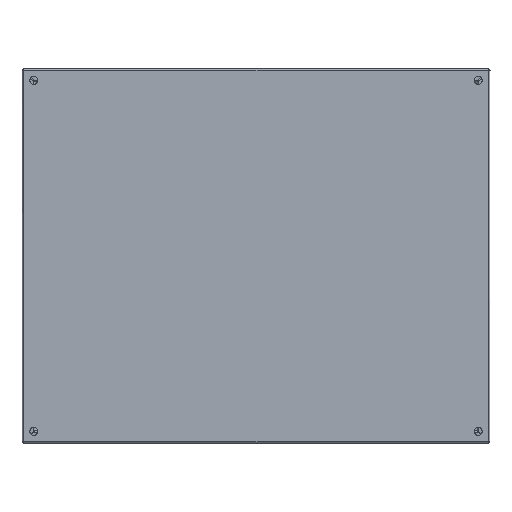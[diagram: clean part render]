
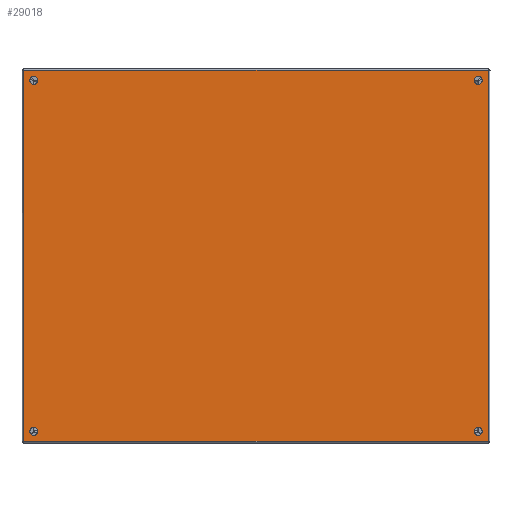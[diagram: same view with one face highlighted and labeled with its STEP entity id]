
A CAD part, top view. The second image highlights one B-rep face of the part: STEP entity #29018.
In plain terms, the highlighted face is planar.
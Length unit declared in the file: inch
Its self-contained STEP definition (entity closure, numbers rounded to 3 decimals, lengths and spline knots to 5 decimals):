
#492 = DIRECTION ( 'NONE',  ( 1., 0., 0. ) ) ;
#734 = CIRCLE ( 'NONE', #9348, 0.25 ) ;
#921 = DIRECTION ( 'NONE',  ( 1., 0., 0. ) ) ;
#1082 = CARTESIAN_POINT ( 'NONE',  ( 0., 0.072, 11.892 ) ) ;
#2178 = ORIENTED_EDGE ( 'NONE', *, *, #43174, .T. ) ;
#2190 = DIRECTION ( 'NONE',  ( 0., 1., 0. ) ) ;
#3010 = FACE_BOUND ( 'NONE', #43522, .T. ) ;
#4266 = CIRCLE ( 'NONE', #17930, 0.25 ) ;
#4483 = LINE ( 'NONE', #1082, #21201 ) ;
#4866 = EDGE_CURVE ( 'NONE', #9536, #42031, #26656, .T. ) ;
#5068 = VECTOR ( 'NONE', #29053, 39.37008 ) ;
#5181 = EDGE_CURVE ( 'NONE', #43017, #29959, #41889, .T. ) ;
#6375 = VERTEX_POINT ( 'NONE', #31034 ) ;
#6926 = EDGE_CURVE ( 'NONE', #18542, #9536, #38861, .T. ) ;
#7191 = VERTEX_POINT ( 'NONE', #42696 ) ;
#7388 = CARTESIAN_POINT ( 'NONE',  ( 0., 29.25, 11.25 ) ) ;
#8496 = EDGE_CURVE ( 'NONE', #39542, #33012, #9406, .T. ) ;
#8717 = DIRECTION ( 'NONE',  ( 1., 0., 0. ) ) ;
#9348 = AXIS2_PLACEMENT_3D ( 'NONE', #11067, #921, #35814 ) ;
#9406 = CIRCLE ( 'NONE', #35526, 0.25 ) ;
#9536 = VERTEX_POINT ( 'NONE', #18655 ) ;
#9982 = DIRECTION ( 'NONE',  ( 0., 1., 0. ) ) ;
#10013 = DIRECTION ( 'NONE',  ( 0., 1., 0. ) ) ;
#10556 = DIRECTION ( 'NONE',  ( 1., 0., 0. ) ) ;
#10862 = DIRECTION ( 'NONE',  ( 0., -1., 0. ) ) ;
#11004 = EDGE_CURVE ( 'NONE', #42031, #7191, #4483, .T. ) ;
#11067 = CARTESIAN_POINT ( 'NONE',  ( 0., 0.75, 11.25 ) ) ;
#12077 = CARTESIAN_POINT ( 'NONE',  ( 0., 0.75, 11.25 ) ) ;
#12387 = CIRCLE ( 'NONE', #27671, 0.25 ) ;
#13150 = AXIS2_PLACEMENT_3D ( 'NONE', #27487, #44347, #9982 ) ;
#14255 = CARTESIAN_POINT ( 'NONE',  ( 0., 0.072, 11.928 ) ) ;
#14625 = CIRCLE ( 'NONE', #13150, 0.25 ) ;
#14833 = VERTEX_POINT ( 'NONE', #30844 ) ;
#15856 = ORIENTED_EDGE ( 'NONE', *, *, #4866, .F. ) ;
#16096 = FACE_BOUND ( 'NONE', #29682, .T. ) ;
#16479 = CIRCLE ( 'NONE', #31731, 0.25 ) ;
#17848 = EDGE_CURVE ( 'NONE', #14833, #24571, #734, .T. ) ;
#17930 = AXIS2_PLACEMENT_3D ( 'NONE', #31647, #10556, #44697 ) ;
#18374 = ORIENTED_EDGE ( 'NONE', *, *, #17848, .T. ) ;
#18542 = VERTEX_POINT ( 'NONE', #25177 ) ;
#18572 = ORIENTED_EDGE ( 'NONE', *, *, #6926, .F. ) ;
#18655 = CARTESIAN_POINT ( 'NONE',  ( 0., 29.892, -11.892 ) ) ;
#19608 = LINE ( 'NONE', #36888, #24771 ) ;
#19830 = CARTESIAN_POINT ( 'NONE',  ( 0., 29.892, 11.928 ) ) ;
#20048 = DIRECTION ( 'NONE',  ( 0., 0., 1. ) ) ;
#20877 = CARTESIAN_POINT ( 'NONE',  ( 0., 1., -11.25 ) ) ;
#21075 = PLANE ( 'NONE',  #35711 ) ;
#21201 = VECTOR ( 'NONE', #39600, 39.37008 ) ;
#21977 = EDGE_CURVE ( 'NONE', #6375, #35256, #33897, .T. ) ;
#21996 = ORIENTED_EDGE ( 'NONE', *, *, #42394, .T. ) ;
#23201 = DIRECTION ( 'NONE',  ( 1., 0., 0. ) ) ;
#24571 = VERTEX_POINT ( 'NONE', #28255 ) ;
#24771 = VECTOR ( 'NONE', #30761, 39.37008 ) ;
#25177 = CARTESIAN_POINT ( 'NONE',  ( 0., 0.108, -11.892 ) ) ;
#26436 = DIRECTION ( 'NONE',  ( 1., 0., 0. ) ) ;
#26656 = LINE ( 'NONE', #19830, #35997 ) ;
#26743 = EDGE_LOOP ( 'NONE', ( #32338, #35128, #15856, #18572 ) ) ;
#27487 = CARTESIAN_POINT ( 'NONE',  ( 0., 29.25, -11.25 ) ) ;
#27671 = AXIS2_PLACEMENT_3D ( 'NONE', #37731, #34328, #10013 ) ;
#28255 = CARTESIAN_POINT ( 'NONE',  ( 0., 1., 11.25 ) ) ;
#28885 = CARTESIAN_POINT ( 'NONE',  ( 0., 29.892, 11.892 ) ) ;
#29018 = ADVANCED_FACE ( 'NONE', ( #16096, #29931, #43875, #3010, #30618 ), #21075, .F. ) ;
#29053 = DIRECTION ( 'NONE',  ( 0., 1., 0. ) ) ;
#29682 = EDGE_LOOP ( 'NONE', ( #30740, #18374 ) ) ;
#29931 = FACE_OUTER_BOUND ( 'NONE', #26743, .T. ) ;
#29959 = VERTEX_POINT ( 'NONE', #37411 ) ;
#30618 = FACE_BOUND ( 'NONE', #37745, .T. ) ;
#30740 = ORIENTED_EDGE ( 'NONE', *, *, #33456, .T. ) ;
#30761 = DIRECTION ( 'NONE',  ( 0., 0., -1. ) ) ;
#30844 = CARTESIAN_POINT ( 'NONE',  ( 0., 0.5, 11.25 ) ) ;
#31034 = CARTESIAN_POINT ( 'NONE',  ( 0., 29., 11.25 ) ) ;
#31082 = ORIENTED_EDGE ( 'NONE', *, *, #21977, .T. ) ;
#31647 = CARTESIAN_POINT ( 'NONE',  ( 0., 0.75, -11.25 ) ) ;
#31650 = AXIS2_PLACEMENT_3D ( 'NONE', #44172, #23201, #2190 ) ;
#31731 = AXIS2_PLACEMENT_3D ( 'NONE', #12077, #8717, #39829 ) ;
#32338 = ORIENTED_EDGE ( 'NONE', *, *, #36851, .F. ) ;
#32470 = CARTESIAN_POINT ( 'NONE',  ( 0., 0.072, -11.892 ) ) ;
#33012 = VERTEX_POINT ( 'NONE', #38831 ) ;
#33417 = EDGE_CURVE ( 'NONE', #29959, #43017, #4266, .T. ) ;
#33456 = EDGE_CURVE ( 'NONE', #24571, #14833, #16479, .T. ) ;
#33897 = CIRCLE ( 'NONE', #43385, 0.25 ) ;
#34222 = CARTESIAN_POINT ( 'NONE',  ( 0., 29., -11.25 ) ) ;
#34328 = DIRECTION ( 'NONE',  ( 1., 0., 0. ) ) ;
#35058 = DIRECTION ( 'NONE',  ( 1., 0., 0. ) ) ;
#35128 = ORIENTED_EDGE ( 'NONE', *, *, #11004, .F. ) ;
#35256 = VERTEX_POINT ( 'NONE', #42839 ) ;
#35526 = AXIS2_PLACEMENT_3D ( 'NONE', #40540, #26436, #43784 ) ;
#35711 = AXIS2_PLACEMENT_3D ( 'NONE', #14255, #492, #10862 ) ;
#35814 = DIRECTION ( 'NONE',  ( 0., 1., 0. ) ) ;
#35997 = VECTOR ( 'NONE', #20048, 39.37008 ) ;
#36834 = ORIENTED_EDGE ( 'NONE', *, *, #8496, .T. ) ;
#36851 = EDGE_CURVE ( 'NONE', #7191, #18542, #19608, .T. ) ;
#36888 = CARTESIAN_POINT ( 'NONE',  ( 0., 0.108, 11.928 ) ) ;
#37411 = CARTESIAN_POINT ( 'NONE',  ( 0., 0.5, -11.25 ) ) ;
#37731 = CARTESIAN_POINT ( 'NONE',  ( 0., 29.25, 11.25 ) ) ;
#37745 = EDGE_LOOP ( 'NONE', ( #21996, #36834 ) ) ;
#38831 = CARTESIAN_POINT ( 'NONE',  ( 0., 29.5, -11.25 ) ) ;
#38861 = LINE ( 'NONE', #32470, #5068 ) ;
#39542 = VERTEX_POINT ( 'NONE', #34222 ) ;
#39600 = DIRECTION ( 'NONE',  ( 0., -1., 0. ) ) ;
#39829 = DIRECTION ( 'NONE',  ( 0., 1., 0. ) ) ;
#40182 = ORIENTED_EDGE ( 'NONE', *, *, #5181, .T. ) ;
#40540 = CARTESIAN_POINT ( 'NONE',  ( 0., 29.25, -11.25 ) ) ;
#41889 = CIRCLE ( 'NONE', #31650, 0.25 ) ;
#42031 = VERTEX_POINT ( 'NONE', #28885 ) ;
#42394 = EDGE_CURVE ( 'NONE', #33012, #39542, #14625, .T. ) ;
#42696 = CARTESIAN_POINT ( 'NONE',  ( 0., 0.108, 11.892 ) ) ;
#42839 = CARTESIAN_POINT ( 'NONE',  ( 0., 29.5, 11.25 ) ) ;
#43017 = VERTEX_POINT ( 'NONE', #20877 ) ;
#43174 = EDGE_CURVE ( 'NONE', #35256, #6375, #12387, .T. ) ;
#43385 = AXIS2_PLACEMENT_3D ( 'NONE', #7388, #35058, #43476 ) ;
#43386 = ORIENTED_EDGE ( 'NONE', *, *, #33417, .T. ) ;
#43476 = DIRECTION ( 'NONE',  ( 0., 1., 0. ) ) ;
#43522 = EDGE_LOOP ( 'NONE', ( #40182, #43386 ) ) ;
#43762 = EDGE_LOOP ( 'NONE', ( #2178, #31082 ) ) ;
#43784 = DIRECTION ( 'NONE',  ( 0., 1., 0. ) ) ;
#43875 = FACE_BOUND ( 'NONE', #43762, .T. ) ;
#44172 = CARTESIAN_POINT ( 'NONE',  ( 0., 0.75, -11.25 ) ) ;
#44347 = DIRECTION ( 'NONE',  ( 1., 0., 0. ) ) ;
#44697 = DIRECTION ( 'NONE',  ( 0., 1., 0. ) ) ;
